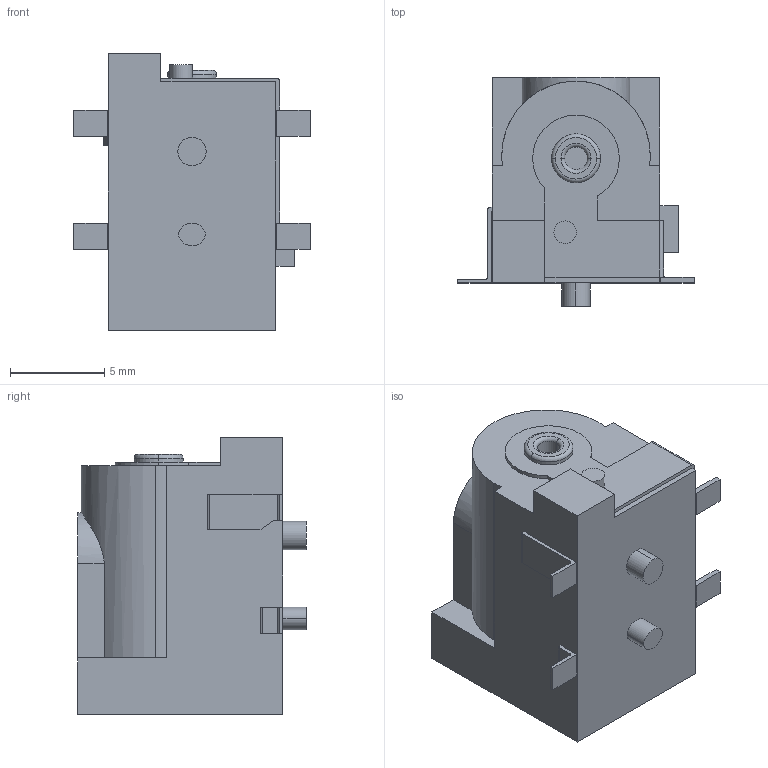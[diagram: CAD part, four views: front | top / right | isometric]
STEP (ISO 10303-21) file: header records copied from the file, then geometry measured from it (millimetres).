
FILE_DESCRIPTION (( 'STEP AP214' ), '1' );
FILE_NAME ('User Library-DC-10AS.STEP', '2020-11-11T18:06:18', ( '' ), ( '' ), 'SwSTEP 2.0', 'SolidWorks 2020', '' );
FILE_SCHEMA (( 'AUTOMOTIVE_DESIGN' ));
Length unit declared in the file: millimetre
Products named in the file (1): User Library-DC-10AS
Bounding box: 12.56 x 12.15 x 14.7 mm (x, y, z)
Volume: 923 mm3; surface area: 1040.2 mm2
Topology: 1 solids, 1 shells, 102 faces, 271 edges, 178 vertices
Faces by surface type: plane 68, cylinder 26, torus 4, bspline 2, sphere 2
Entity records: 3887 total; most frequent: CARTESIAN_POINT 603, ORIENTED_EDGE 534, DIRECTION 526, EDGE_CURVE 267, LINE 200, VECTOR 200, VERTEX_POINT 176, AXIS2_PLACEMENT_3D 163
